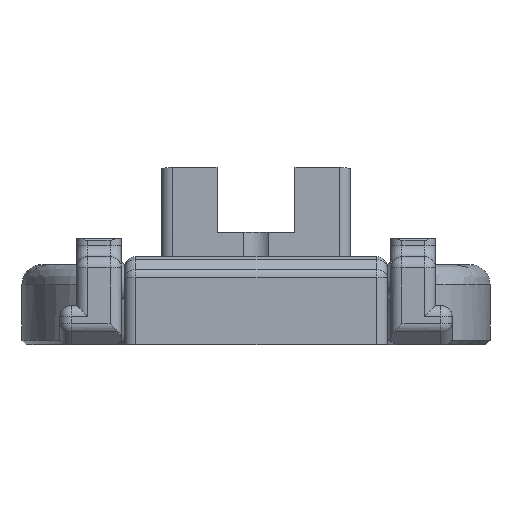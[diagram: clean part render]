
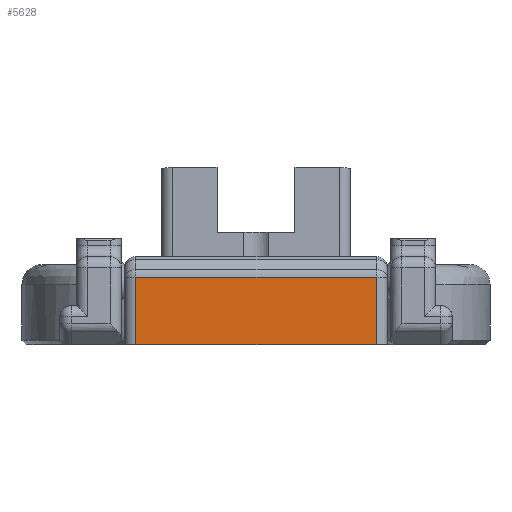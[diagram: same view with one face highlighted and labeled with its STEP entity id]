
A CAD part, left-side view. The second image highlights one B-rep face of the part: STEP entity #5628.
In plain terms, the highlighted planar face has unit normal (-1, 0, 0).
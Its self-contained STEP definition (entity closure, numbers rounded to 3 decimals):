
#525=PLANE('',#6205);
#833=FACE_OUTER_BOUND('',#1199,.T.);
#1199=EDGE_LOOP('',(#4992,#4993,#4994,#4995));
#1536=LINE('',#10333,#1936);
#1571=LINE('',#10805,#1971);
#1574=LINE('',#10812,#1974);
#1581=LINE('',#11057,#1981);
#1936=VECTOR('',#7330,10.);
#1971=VECTOR('',#7531,10.);
#1974=VECTOR('',#7540,10.);
#1981=VECTOR('',#7577,10.);
#2651=VERTEX_POINT('',#10323);
#2653=VERTEX_POINT('',#10331);
#2711=VERTEX_POINT('',#10799);
#2713=VERTEX_POINT('',#10810);
#3363=EDGE_CURVE('',#2653,#2651,#1536,.T.);
#3463=EDGE_CURVE('',#2711,#2651,#1571,.T.);
#3467=EDGE_CURVE('',#2713,#2711,#1574,.T.);
#3487=EDGE_CURVE('',#2653,#2713,#1581,.T.);
#4992=ORIENTED_EDGE('',*,*,#3467,.T.);
#4993=ORIENTED_EDGE('',*,*,#3463,.T.);
#4994=ORIENTED_EDGE('',*,*,#3363,.F.);
#4995=ORIENTED_EDGE('',*,*,#3487,.T.);
#5628=ADVANCED_FACE('',(#833),#525,.F.);
#6205=AXIS2_PLACEMENT_3D('',#11059,#7580,#7581);
#7330=DIRECTION('',(0.,0.,1.));
#7531=DIRECTION('',(0.,1.,0.));
#7540=DIRECTION('',(0.,0.,1.));
#7577=DIRECTION('',(0.,-1.,0.));
#7580=DIRECTION('center_axis',(1.,0.,0.));
#7581=DIRECTION('ref_axis',(0.,0.,
1.));
#10323=CARTESIAN_POINT('',(-7.56,10.8,6.021));
#10331=CARTESIAN_POINT('',(-7.56,10.8,0.));
#10333=CARTESIAN_POINT('',(-7.56,10.8,1.975));
#10799=CARTESIAN_POINT('',(-7.56,-10.8,6.021));
#10805=CARTESIAN_POINT('',(-7.56,0.,6.021));
#10810=CARTESIAN_POINT('',(-7.56,-10.8,0.));
#10812=CARTESIAN_POINT('',(-7.56,-10.8,1.975));
#11057=CARTESIAN_POINT('',(-7.56,0.,0.));
#11059=CARTESIAN_POINT('Origin',(-7.56,0.,
0.));
